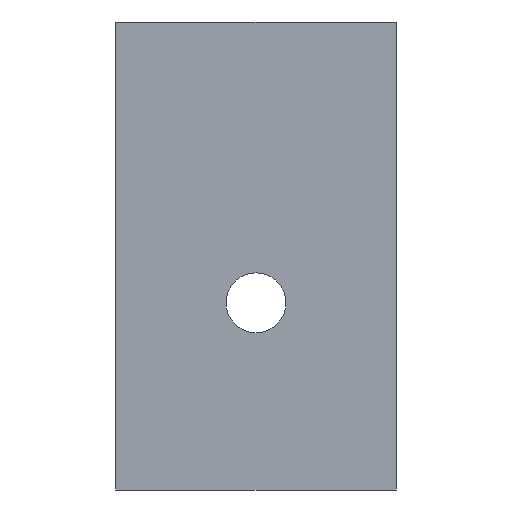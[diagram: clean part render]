
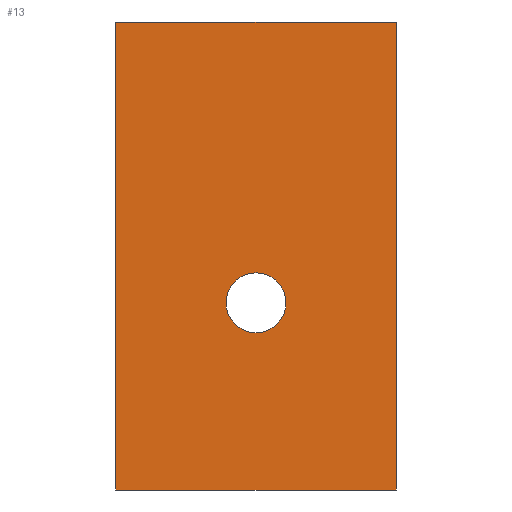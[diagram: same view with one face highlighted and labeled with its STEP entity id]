
A CAD part, front view. The second image highlights one B-rep face of the part: STEP entity #13.
In plain terms, the highlighted planar face has unit normal (0, -1, 0).
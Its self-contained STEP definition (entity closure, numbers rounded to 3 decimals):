
#10 = ORIENTED_EDGE ( 'NONE', *, *, #139, .T. ) ;
#11 = VERTEX_POINT ( 'NONE', #108 ) ;
#12 = EDGE_LOOP ( 'NONE', ( #10, #229 ) ) ;
#13 = ADVANCED_FACE ( 'NONE', ( #107, #106 ), #105, .F. ) ;
#16 = EDGE_CURVE ( 'NONE', #11, #66, #96, .T. ) ;
#41 = VERTEX_POINT ( 'NONE', #287 ) ;
#47 = EDGE_CURVE ( 'NONE', #41, #51, #491, .T. ) ;
#51 = VERTEX_POINT ( 'NONE', #334 ) ;
#66 = VERTEX_POINT ( 'NONE', #360 ) ;
#81 = EDGE_CURVE ( 'NONE', #11, #210, #380, .T. ) ;
#93 = DIRECTION ( 'NONE',  ( -1., 0., 0. ) ) ;
#94 = VECTOR ( 'NONE', #93, 1000. ) ;
#95 = CARTESIAN_POINT ( 'NONE',  ( 15., 0., 0. ) ) ;
#96 = LINE ( 'NONE', #95, #94 ) ;
#100 = DIRECTION ( 'NONE',  ( 0., 0., 1. ) ) ;
#101 = DIRECTION ( 'NONE',  ( 0., 1., 0. ) ) ;
#102 = CARTESIAN_POINT ( 'NONE',  ( 15., 0., 0. ) ) ;
#103 = AXIS2_PLACEMENT_3D ( 'NONE', #102, #101, #100 ) ;
#105 = PLANE ( 'NONE',  #103 ) ;
#106 = FACE_OUTER_BOUND ( 'NONE', #165, .T. ) ;
#107 = FACE_BOUND ( 'NONE', #12, .T. ) ;
#108 = CARTESIAN_POINT ( 'NONE',  ( 15., 0., 0. ) ) ;
#139 = EDGE_CURVE ( 'NONE', #51, #41, #432, .T. ) ;
#160 = ORIENTED_EDGE ( 'NONE', *, *, #16, .T. ) ;
#165 = EDGE_LOOP ( 'NONE', ( #166, #206, #208, #160 ) ) ;
#166 = ORIENTED_EDGE ( 'NONE', *, *, #167, .T. ) ;
#167 = EDGE_CURVE ( 'NONE', #66, #205, #314, .T. ) ;
#205 = VERTEX_POINT ( 'NONE', #581 ) ;
#206 = ORIENTED_EDGE ( 'NONE', *, *, #209, .F. ) ;
#208 = ORIENTED_EDGE ( 'NONE', *, *, #81, .F. ) ;
#209 = EDGE_CURVE ( 'NONE', #210, #205, #576, .T. ) ;
#210 = VERTEX_POINT ( 'NONE', #587 ) ;
#229 = ORIENTED_EDGE ( 'NONE', *, *, #47, .T. ) ;
#287 = CARTESIAN_POINT ( 'NONE',  ( 7.5, 0., -16.6 ) ) ;
#294 = DIRECTION ( 'NONE',  ( 0., 0., 1. ) ) ;
#295 = DIRECTION ( 'NONE',  ( 0., 1., 0. ) ) ;
#296 = CARTESIAN_POINT ( 'NONE',  ( 7.5, 0., -15. ) ) ;
#297 = AXIS2_PLACEMENT_3D ( 'NONE', #296, #295, #294 ) ;
#311 = DIRECTION ( 'NONE',  ( 0., 0., -1. ) ) ;
#312 = VECTOR ( 'NONE', #311, 1000. ) ;
#313 = CARTESIAN_POINT ( 'NONE',  ( 0., 0., 0. ) ) ;
#314 = LINE ( 'NONE', #313, #312 ) ;
#334 = CARTESIAN_POINT ( 'NONE',  ( 7.5, 0., -13.4 ) ) ;
#336 = DIRECTION ( 'NONE',  ( 0., 0., 1. ) ) ;
#360 = CARTESIAN_POINT ( 'NONE',  ( 0., 0., 0. ) ) ;
#377 = DIRECTION ( 'NONE',  ( 0., 0., -1. ) ) ;
#378 = VECTOR ( 'NONE', #377, 1000. ) ;
#379 = CARTESIAN_POINT ( 'NONE',  ( 15., 0., 0. ) ) ;
#380 = LINE ( 'NONE', #379, #378 ) ;
#401 = DIRECTION ( 'NONE',  ( 0., 1., 0. ) ) ;
#402 = CARTESIAN_POINT ( 'NONE',  ( 7.5, 0., -15. ) ) ;
#403 = AXIS2_PLACEMENT_3D ( 'NONE', #402, #401, #336 ) ;
#432 = CIRCLE ( 'NONE', #297, 1.6 ) ;
#491 = CIRCLE ( 'NONE', #403, 1.6 ) ;
#574 = VECTOR ( 'NONE', #588, 1000. ) ;
#575 = CARTESIAN_POINT ( 'NONE',  ( 15., 0., -25. ) ) ;
#576 = LINE ( 'NONE', #575, #574 ) ;
#581 = CARTESIAN_POINT ( 'NONE',  ( 0., 0., -25. ) ) ;
#587 = CARTESIAN_POINT ( 'NONE',  ( 15., 0., -25. ) ) ;
#588 = DIRECTION ( 'NONE',  ( -1., 0., 0. ) ) ;
